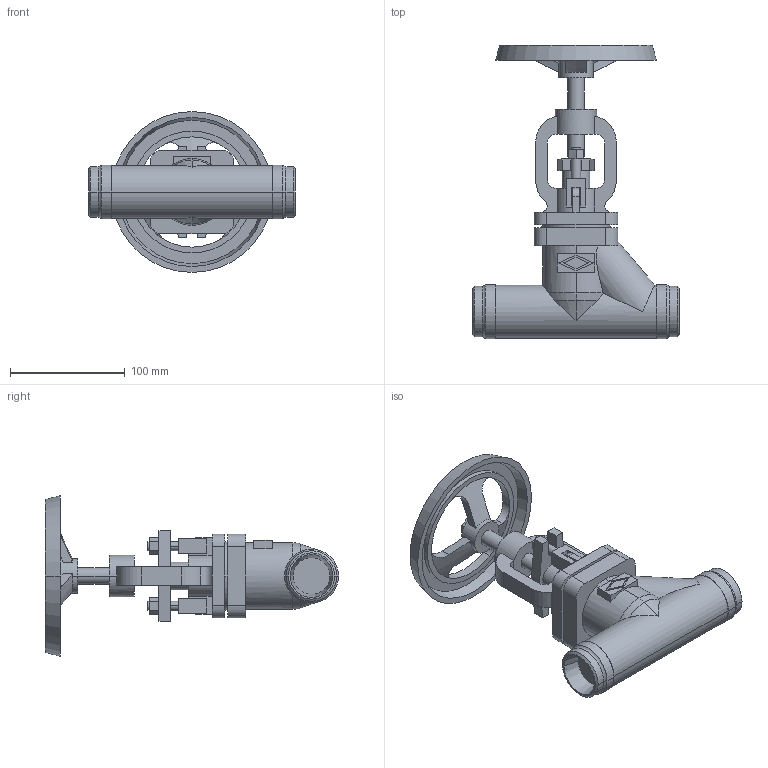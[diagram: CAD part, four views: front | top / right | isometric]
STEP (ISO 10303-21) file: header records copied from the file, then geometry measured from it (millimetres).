
FILE_DESCRIPTION(('OneSpaceDesigner STEP Export'),'2;1');
FILE_NAME('c000001360.stp','2005-01-14T10:28:31',(''),(''),'OneSpace Designer STEP processor (Jan. 2003) for AP203(Solid Model)','OneSpace Designer 12.01D 09-Jul-2004 (C) CoCreate Software GmbH','');
FILE_SCHEMA(('CONFIG_CONTROL_DESIGN'));
Length unit declared in the file: millimetre
Products named in the file (1): 1
Bounding box: 180 x 255.11 x 140 mm (x, y, z)
Volume: 768898 mm3; surface area: 124186.1 mm2
Topology: 1 solids, 1 shells, 238 faces, 616 edges, 400 vertices
Faces by surface type: plane 124, cylinder 80, cone 26, bspline 4, torus 4
Entity records: 7853 total; most frequent: CARTESIAN_POINT 2190, ORIENTED_EDGE 1232, DIRECTION 1072, EDGE_CURVE 616, VERTEX_POINT 400, VECTOR 360, LINE 360, AXIS2_PLACEMENT_3D 356
